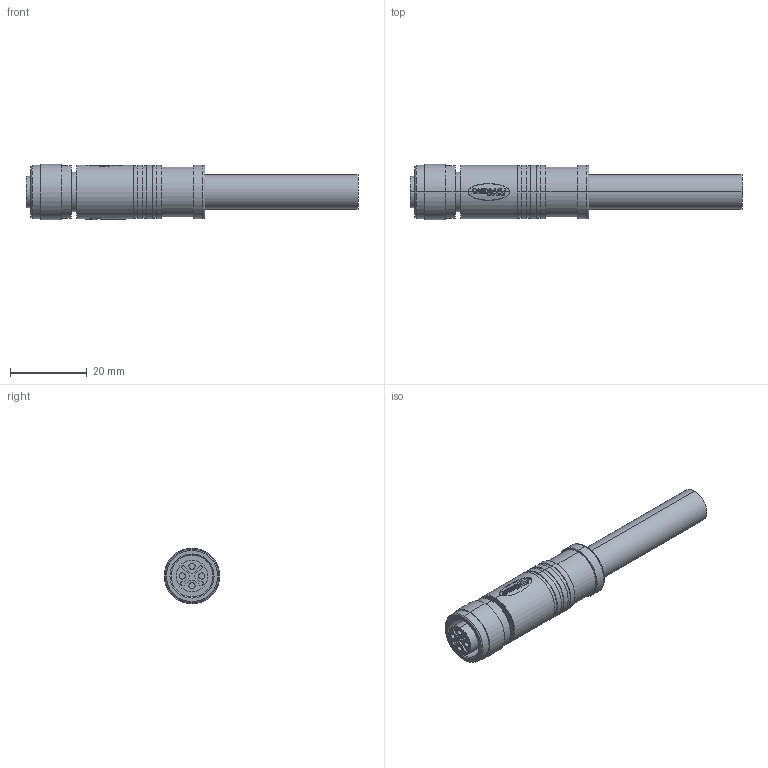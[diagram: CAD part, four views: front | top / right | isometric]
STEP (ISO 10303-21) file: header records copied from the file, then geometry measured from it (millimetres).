
FILE_DESCRIPTION (( 'STEP AP203' ), '1' );
FILE_NAME ('P122.STEP', '2020-03-31T03:44:22', ( 'edpusr' ), ( 'Microsoft' ), 'SwSTEP 2.0', 'SolidWorks 2015', '' );
FILE_SCHEMA (( 'CONFIG_CONTROL_DESIGN' ));
Length unit declared in the file: millimetre
Products named in the file (1): P122
Bounding box: 86.7 x 14.5 x 14.5 mm (x, y, z)
Volume: 8800.8 mm3; surface area: 4707.7 mm2
Topology: 1 solids, 1 shells, 329 faces, 909 edges, 603 vertices
Faces by surface type: bspline 170, cylinder 86, plane 69, cone 4
Entity records: 15520 total; most frequent: CARTESIAN_POINT 8236, ORIENTED_EDGE 1818, DIRECTION 944, EDGE_CURVE 909, VERTEX_POINT 603, B_SPLINE_CURVE_WITH_KNOTS 399, VECTOR 390, LINE 390
